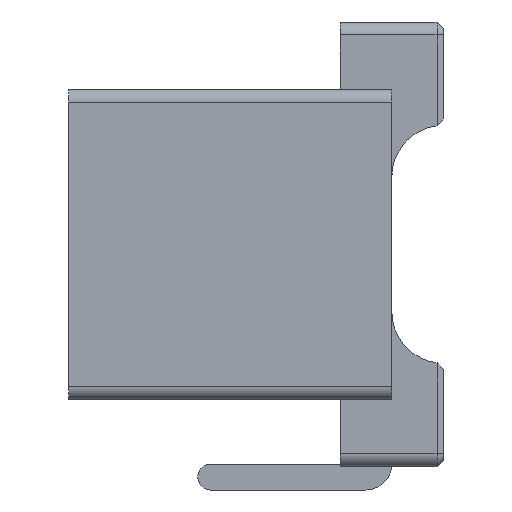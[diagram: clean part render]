
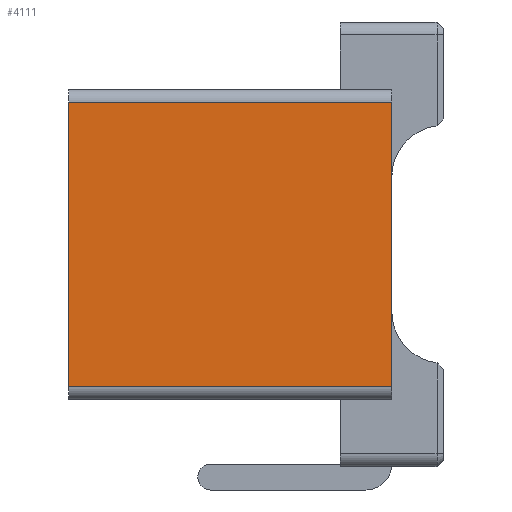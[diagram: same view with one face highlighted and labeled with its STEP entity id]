
A CAD part, left-side view. The second image highlights one B-rep face of the part: STEP entity #4111.
In plain terms, the highlighted planar face has unit normal (-1, 0, 0).
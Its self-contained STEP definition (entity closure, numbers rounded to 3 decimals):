
#352=PLANE('',#4358);
#567=FACE_OUTER_BOUND('',#807,.T.);
#807=EDGE_LOOP('',(#3817,#3818,#3819,#3820));
#974=LINE('',#5670,#1380);
#982=LINE('',#5695,#1388);
#1007=LINE('',#5749,#1413);
#1008=LINE('',#5751,#1414);
#1380=VECTOR('',#4761,10.);
#1388=VECTOR('',#4785,10.);
#1413=VECTOR('',#4824,10.);
#1414=VECTOR('',#4827,10.);
#1848=VERTEX_POINT('',#5667);
#1849=VERTEX_POINT('',#5669);
#1857=VERTEX_POINT('',#5692);
#1858=VERTEX_POINT('',#5694);
#2295=EDGE_CURVE('',#1849,#1848,#974,.T.);
#2308=EDGE_CURVE('',#1857,#1858,#982,.T.);
#2337=EDGE_CURVE('',#1849,#1857,#1007,.T.);
#2338=EDGE_CURVE('',#1858,#1848,#1008,.T.);
#3817=ORIENTED_EDGE('',*,*,#2337,.F.);
#3818=ORIENTED_EDGE('',*,*,#2295,.T.);
#3819=ORIENTED_EDGE('',*,*,#2338,.F.);
#3820=ORIENTED_EDGE('',*,*,#2308,.F.);
#4111=ADVANCED_FACE('',(#567),#352,.T.);
#4358=AXIS2_PLACEMENT_3D('',#7453,#5209,#5210);
#4761=DIRECTION('',(0.,0.,1.));
#4785=DIRECTION('',(0.,0.,1.));
#4824=DIRECTION('',(0.,1.,0.));
#4827=DIRECTION('',(0.,-1.,0.));
#5209=DIRECTION('center_axis',(-1.,0.,0.));
#5210=DIRECTION('ref_axis',(0.,0.,1.));
#5667=CARTESIAN_POINT('',(-60.5,0.,11.));
#5669=CARTESIAN_POINT('',(-60.5,0.,-11.));
#5670=CARTESIAN_POINT('',(-60.5,0.,-12.));
#5692=CARTESIAN_POINT('',(-60.5,25.,-11.));
#5694=CARTESIAN_POINT('',(-60.5,25.,11.));
#5695=CARTESIAN_POINT('',(-60.5,25.,-12.));
#5749=CARTESIAN_POINT('',(-60.5,0.,-11.));
#5751=CARTESIAN_POINT('',(-60.5,0.,11.));
#7453=CARTESIAN_POINT('Origin',(-60.5,0.,-12.));
